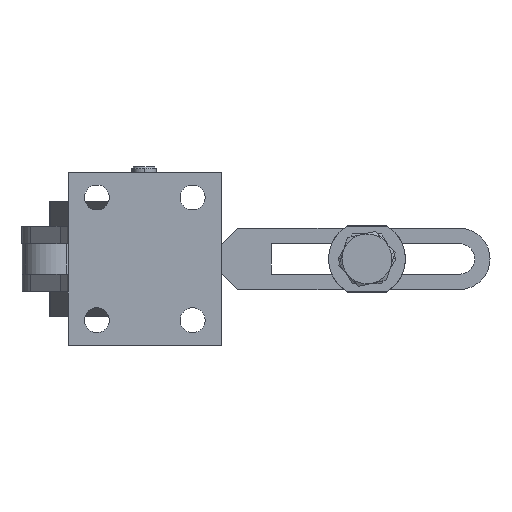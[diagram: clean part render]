
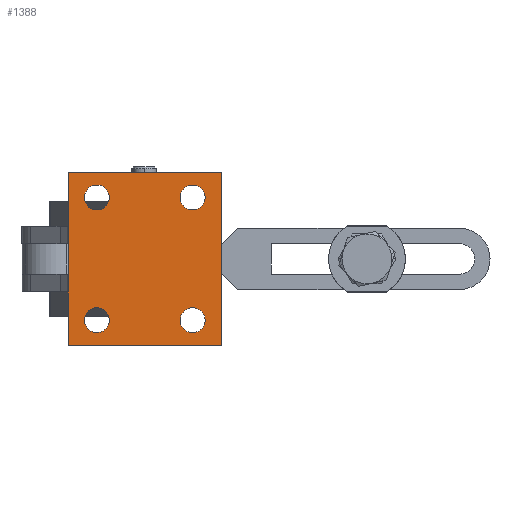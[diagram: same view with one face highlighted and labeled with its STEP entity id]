
A CAD part, front view. The second image highlights one B-rep face of the part: STEP entity #1388.
In plain terms, the highlighted planar face has unit normal (0, -1, 0).
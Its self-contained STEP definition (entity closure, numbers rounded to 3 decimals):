
#698=CARTESIAN_POINT('',(-74.25,-9.5,16.));
#699=VERTEX_POINT('',#698);
#708=CARTESIAN_POINT('',(-80.75,-9.5,16.));
#709=VERTEX_POINT('',#708);
#710=CARTESIAN_POINT('',(-77.5,-9.5,16.));
#711=DIRECTION('',(0.0,1.0,0.0));
#712=DIRECTION('',(1.0,0.0,0.0));
#713=AXIS2_PLACEMENT_3D('',#710,#711,#712);
#714=CIRCLE('',#713,3.25);
#715=EDGE_CURVE('',#709,#699,#714,.T.);
#740=CARTESIAN_POINT('',(-49.25,-9.5,16.));
#741=VERTEX_POINT('',#740);
#750=CARTESIAN_POINT('',(-55.75,-9.5,16.));
#751=VERTEX_POINT('',#750);
#752=CARTESIAN_POINT('',(-52.5,-9.5,16.));
#753=DIRECTION('',(0.0,1.0,0.0));
#754=DIRECTION('',(1.0,0.0,0.0));
#755=AXIS2_PLACEMENT_3D('',#752,#753,#754);
#756=CIRCLE('',#755,3.25);
#757=EDGE_CURVE('',#751,#741,#756,.T.);
#782=CARTESIAN_POINT('',(-74.25,-9.5,-16.));
#783=VERTEX_POINT('',#782);
#792=CARTESIAN_POINT('',(-80.75,-9.5,-16.));
#793=VERTEX_POINT('',#792);
#794=CARTESIAN_POINT('',(-77.5,-9.5,-16.));
#795=DIRECTION('',(0.0,1.0,0.0));
#796=DIRECTION('',(1.0,0.0,0.0));
#797=AXIS2_PLACEMENT_3D('',#794,#795,#796);
#798=CIRCLE('',#797,3.25);
#799=EDGE_CURVE('',#793,#783,#798,.T.);
#824=CARTESIAN_POINT('',(-49.25,-9.5,-16.));
#825=VERTEX_POINT('',#824);
#834=CARTESIAN_POINT('',(-55.75,-9.5,-16.));
#835=VERTEX_POINT('',#834);
#836=CARTESIAN_POINT('',(-52.5,-9.5,-16.));
#837=DIRECTION('',(0.0,1.0,0.0));
#838=DIRECTION('',(1.0,0.0,0.0));
#839=AXIS2_PLACEMENT_3D('',#836,#837,#838);
#840=CIRCLE('',#839,3.25);
#841=EDGE_CURVE('',#835,#825,#840,.T.);
#1107=CARTESIAN_POINT('',(-52.5,-9.5,-16.));
#1108=DIRECTION('',(0.0,1.0,0.0));
#1109=DIRECTION('',(1.0,0.0,0.0));
#1110=AXIS2_PLACEMENT_3D('',#1107,#1108,#1109);
#1111=CIRCLE('',#1110,3.25);
#1112=EDGE_CURVE('',#825,#835,#1111,.T.);
#1131=CARTESIAN_POINT('',(-77.5,-9.5,-16.));
#1132=DIRECTION('',(0.0,1.0,0.0));
#1133=DIRECTION('',(1.0,0.0,0.0));
#1134=AXIS2_PLACEMENT_3D('',#1131,#1132,#1133);
#1135=CIRCLE('',#1134,3.25);
#1136=EDGE_CURVE('',#783,#793,#1135,.T.);
#1155=CARTESIAN_POINT('',(-52.5,-9.5,16.));
#1156=DIRECTION('',(0.0,1.0,0.0));
#1157=DIRECTION('',(1.0,0.0,0.0));
#1158=AXIS2_PLACEMENT_3D('',#1155,#1156,#1157);
#1159=CIRCLE('',#1158,3.25);
#1160=EDGE_CURVE('',#741,#751,#1159,.T.);
#1179=CARTESIAN_POINT('',(-77.5,-9.5,16.));
#1180=DIRECTION('',(0.0,1.0,0.0));
#1181=DIRECTION('',(1.0,0.0,0.0));
#1182=AXIS2_PLACEMENT_3D('',#1179,#1180,#1181);
#1183=CIRCLE('',#1182,3.25);
#1184=EDGE_CURVE('',#699,#709,#1183,.T.);
#1194=CARTESIAN_POINT('',(-45.,-9.5,-22.5));
#1195=VERTEX_POINT('',#1194);
#1196=CARTESIAN_POINT('',(-85.,-9.5,-22.5));
#1197=VERTEX_POINT('',#1196);
#1198=CARTESIAN_POINT('',(-45.,-9.5,-22.5));
#1199=DIRECTION('',(-1.0,0.0,0.0));
#1200=VECTOR('',#1199,40.);
#1201=LINE('',#1198,#1200);
#1202=EDGE_CURVE('',#1195,#1197,#1201,.T.);
#1234=CARTESIAN_POINT('',(-85.,-9.5,22.5));
#1235=VERTEX_POINT('',#1234);
#1236=CARTESIAN_POINT('',(-85.,-9.5,-22.5));
#1237=DIRECTION('',(0.0,0.0,1.0));
#1238=VECTOR('',#1237,45.);
#1239=LINE('',#1236,#1238);
#1240=EDGE_CURVE('',#1197,#1235,#1239,.T.);
#1265=CARTESIAN_POINT('',(-45.,-9.5,22.5));
#1266=VERTEX_POINT('',#1265);
#1267=CARTESIAN_POINT('',(-85.,-9.5,22.5));
#1268=DIRECTION('',(1.0,0.0,0.0));
#1269=VECTOR('',#1268,40.);
#1270=LINE('',#1267,#1269);
#1271=EDGE_CURVE('',#1235,#1266,#1270,.T.);
#1356=CARTESIAN_POINT('',(-45.,-9.5,22.5));
#1357=DIRECTION('',(0.0,-1.0,0.0));
#1358=DIRECTION('',(1.0,0.0,0.0));
#1359=AXIS2_PLACEMENT_3D('',#1356,#1357,#1358);
#1360=PLANE('',#1359);
#1361=CARTESIAN_POINT('',(-45.,-9.5,22.5));
#1362=DIRECTION('',(0.0,0.0,-1.0));
#1363=VECTOR('',#1362,45.);
#1364=LINE('',#1361,#1363);
#1365=EDGE_CURVE('',#1266,#1195,#1364,.T.);
#1366=ORIENTED_EDGE('',*,*,#1365,.F.);
#1367=ORIENTED_EDGE('',*,*,#1271,.F.);
#1368=ORIENTED_EDGE('',*,*,#1240,.F.);
#1369=ORIENTED_EDGE('',*,*,#1202,.F.);
#1370=EDGE_LOOP('',(#1366,#1367,#1368,#1369));
#1371=FACE_OUTER_BOUND('',#1370,.T.);
#1372=ORIENTED_EDGE('',*,*,#841,.T.);
#1373=ORIENTED_EDGE('',*,*,#1112,.T.);
#1374=EDGE_LOOP('',(#1372,#1373));
#1375=FACE_BOUND('',#1374,.T.);
#1376=ORIENTED_EDGE('',*,*,#799,.T.);
#1377=ORIENTED_EDGE('',*,*,#1136,.T.);
#1378=EDGE_LOOP('',(#1376,#1377));
#1379=FACE_BOUND('',#1378,.T.);
#1380=ORIENTED_EDGE('',*,*,#757,.T.);
#1381=ORIENTED_EDGE('',*,*,#1160,.T.);
#1382=EDGE_LOOP('',(#1380,#1381));
#1383=FACE_BOUND('',#1382,.T.);
#1384=ORIENTED_EDGE('',*,*,#715,.T.);
#1385=ORIENTED_EDGE('',*,*,#1184,.T.);
#1386=EDGE_LOOP('',(#1384,#1385));
#1387=FACE_BOUND('',#1386,.T.);
#1388=ADVANCED_FACE('',(#1371,#1375,#1379,#1383,#1387),#1360,.T.);
